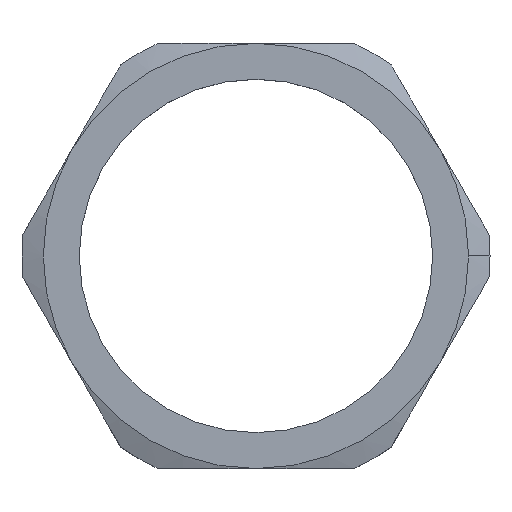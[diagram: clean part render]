
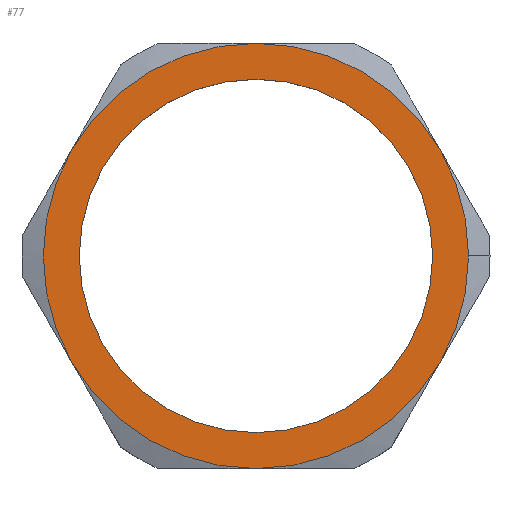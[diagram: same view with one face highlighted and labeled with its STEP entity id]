
A CAD part, top view. The second image highlights one B-rep face of the part: STEP entity #77.
In plain terms, the highlighted planar face has unit normal (0, 0, 1).
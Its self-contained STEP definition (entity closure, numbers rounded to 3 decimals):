
#27 = EDGE_CURVE ( 'NONE', #757, #776, #127, .T. ) ;
#31 = EDGE_CURVE ( 'NONE', #767, #756, #124, .T. ) ;
#39 = EDGE_CURVE ( 'NONE', #756, #767, #121, .T. ) ;
#40 = EDGE_CURVE ( 'NONE', #772, #757, #120, .T. ) ;
#41 = EDGE_CURVE ( 'NONE', #776, #770, #119, .T. ) ;
#42 = EDGE_CURVE ( 'NONE', #770, #777, #118, .T. ) ;
#43 = EDGE_CURVE ( 'NONE', #777, #765, #117, .T. ) ;
#44 = EDGE_CURVE ( 'NONE', #765, #780, #116, .T. ) ;
#45 = EDGE_CURVE ( 'NONE', #780, #772, #115, .T. ) ;
#77 = ADVANCED_FACE ( 'NONE', ( #465, #478 ), #278, .T. ) ;
#115 = CIRCLE ( 'NONE', #515, 37. ) ;
#116 = CIRCLE ( 'NONE', #514, 37. ) ;
#117 = CIRCLE ( 'NONE', #513, 37. ) ;
#118 = CIRCLE ( 'NONE', #510, 37. ) ;
#119 = CIRCLE ( 'NONE', #509, 37. ) ;
#120 = CIRCLE ( 'NONE', #506, 37. ) ;
#121 = CIRCLE ( 'NONE', #492, 30.75 ) ;
#124 = CIRCLE ( 'NONE', #499, 30.75 ) ;
#127 = CIRCLE ( 'NONE', #475, 37. ) ;
#157 = CARTESIAN_POINT ( 'NONE',  ( 32.043, -18.5, 8. ) ) ;
#159 = CARTESIAN_POINT ( 'NONE',  ( 0., 37., 8. ) ) ;
#162 = CARTESIAN_POINT ( 'NONE',  ( -30.75, 0., 8. ) ) ;
#164 = CARTESIAN_POINT ( 'NONE',  ( -32.043, -18.5, 8. ) ) ;
#172 = CARTESIAN_POINT ( 'NONE',  ( 37., 0., 8. ) ) ;
#173 = CARTESIAN_POINT ( 'NONE',  ( 30.75, 0., 8. ) ) ;
#275 = DIRECTION ( 'NONE',  ( 1., 0., 0. ) ) ;
#276 = DIRECTION ( 'NONE',  ( 0., 0., 1. ) ) ;
#277 = CARTESIAN_POINT ( 'NONE',  ( 0., 0., 8. ) ) ;
#278 = PLANE ( 'NONE',  #483 ) ;
#404 = DIRECTION ( 'NONE',  ( 1., 0., 0. ) ) ;
#405 = DIRECTION ( 'NONE',  ( 0., 0., 1. ) ) ;
#406 = CARTESIAN_POINT ( 'NONE',  ( 0., 0., 8. ) ) ;
#407 = DIRECTION ( 'NONE',  ( 1., 0., 0. ) ) ;
#408 = DIRECTION ( 'NONE',  ( 0., 0., 1. ) ) ;
#409 = CARTESIAN_POINT ( 'NONE',  ( 0., 0., 8. ) ) ;
#410 = DIRECTION ( 'NONE',  ( 1., 0., 0. ) ) ;
#411 = DIRECTION ( 'NONE',  ( 0., 0., 1. ) ) ;
#412 = CARTESIAN_POINT ( 'NONE',  ( 0., 0., 8. ) ) ;
#413 = DIRECTION ( 'NONE',  ( 1., 0., 0. ) ) ;
#414 = DIRECTION ( 'NONE',  ( 0., 0., 1. ) ) ;
#415 = CARTESIAN_POINT ( 'NONE',  ( 0., 0., 8. ) ) ;
#416 = DIRECTION ( 'NONE',  ( 1., 0., 0. ) ) ;
#417 = DIRECTION ( 'NONE',  ( 0., 0., 1. ) ) ;
#418 = CARTESIAN_POINT ( 'NONE',  ( 0., 0., 8. ) ) ;
#419 = DIRECTION ( 'NONE',  ( 1., 0., 0. ) ) ;
#420 = DIRECTION ( 'NONE',  ( 0., 0., 1. ) ) ;
#421 = CARTESIAN_POINT ( 'NONE',  ( 0., 0., 8. ) ) ;
#422 = DIRECTION ( 'NONE',  ( 1., 0., 0. ) ) ;
#423 = DIRECTION ( 'NONE',  ( 0., 0., 1. ) ) ;
#427 = CARTESIAN_POINT ( 'NONE',  ( 0., 0., 8. ) ) ;
#465 = FACE_BOUND ( 'NONE', #699, .T. ) ;
#475 = AXIS2_PLACEMENT_3D ( 'NONE', #590, #589, #588 ) ;
#478 = FACE_OUTER_BOUND ( 'NONE', #701, .T. ) ;
#483 = AXIS2_PLACEMENT_3D ( 'NONE', #277, #276, #275 ) ;
#492 = AXIS2_PLACEMENT_3D ( 'NONE', #427, #423, #422 ) ;
#499 = AXIS2_PLACEMENT_3D ( 'NONE', #578, #577, #576 ) ;
#506 = AXIS2_PLACEMENT_3D ( 'NONE', #421, #420, #419 ) ;
#509 = AXIS2_PLACEMENT_3D ( 'NONE', #418, #417, #416 ) ;
#510 = AXIS2_PLACEMENT_3D ( 'NONE', #415, #414, #413 ) ;
#513 = AXIS2_PLACEMENT_3D ( 'NONE', #412, #411, #410 ) ;
#514 = AXIS2_PLACEMENT_3D ( 'NONE', #409, #408, #407 ) ;
#515 = AXIS2_PLACEMENT_3D ( 'NONE', #406, #405, #404 ) ;
#528 = CARTESIAN_POINT ( 'NONE',  ( 0., -37., 8. ) ) ;
#576 = DIRECTION ( 'NONE',  ( 1., 0., 0. ) ) ;
#577 = DIRECTION ( 'NONE',  ( 0., 0., 1. ) ) ;
#578 = CARTESIAN_POINT ( 'NONE',  ( 0., 0., 8. ) ) ;
#588 = DIRECTION ( 'NONE',  ( 1., 0., 0. ) ) ;
#589 = DIRECTION ( 'NONE',  ( 0., 0., 1. ) ) ;
#590 = CARTESIAN_POINT ( 'NONE',  ( 0., 0., 8. ) ) ;
#685 = ORIENTED_EDGE ( 'NONE', *, *, #31, .F. ) ;
#686 = ORIENTED_EDGE ( 'NONE', *, *, #41, .T. ) ;
#687 = ORIENTED_EDGE ( 'NONE', *, *, #39, .F. ) ;
#688 = ORIENTED_EDGE ( 'NONE', *, *, #40, .T. ) ;
#689 = ORIENTED_EDGE ( 'NONE', *, *, #27, .T. ) ;
#690 = ORIENTED_EDGE ( 'NONE', *, *, #43, .T. ) ;
#691 = ORIENTED_EDGE ( 'NONE', *, *, #42, .T. ) ;
#692 = ORIENTED_EDGE ( 'NONE', *, *, #44, .T. ) ;
#693 = ORIENTED_EDGE ( 'NONE', *, *, #45, .T. ) ;
#699 = EDGE_LOOP ( 'NONE', ( #685, #687 ) ) ;
#701 = EDGE_LOOP ( 'NONE', ( #688, #689, #686, #691, #690, #692, #693 ) ) ;
#756 = VERTEX_POINT ( 'NONE', #173 ) ;
#757 = VERTEX_POINT ( 'NONE', #172 ) ;
#765 = VERTEX_POINT ( 'NONE', #164 ) ;
#767 = VERTEX_POINT ( 'NONE', #162 ) ;
#770 = VERTEX_POINT ( 'NONE', #159 ) ;
#772 = VERTEX_POINT ( 'NONE', #157 ) ;
#776 = VERTEX_POINT ( 'NONE', #817 ) ;
#777 = VERTEX_POINT ( 'NONE', #815 ) ;
#780 = VERTEX_POINT ( 'NONE', #528 ) ;
#815 = CARTESIAN_POINT ( 'NONE',  ( -32.043, 18.5, 8. ) ) ;
#817 = CARTESIAN_POINT ( 'NONE',  ( 32.043, 18.5, 8. ) ) ;
